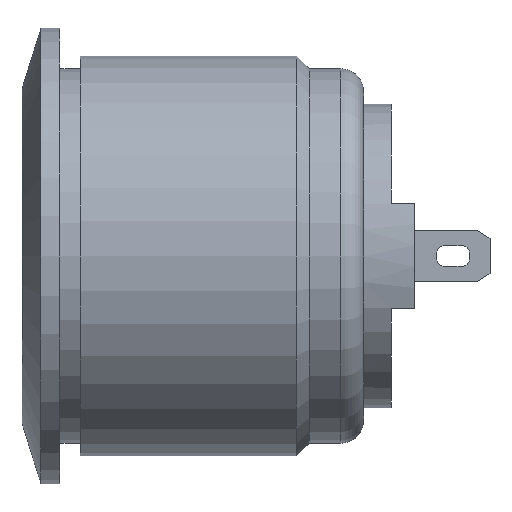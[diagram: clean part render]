
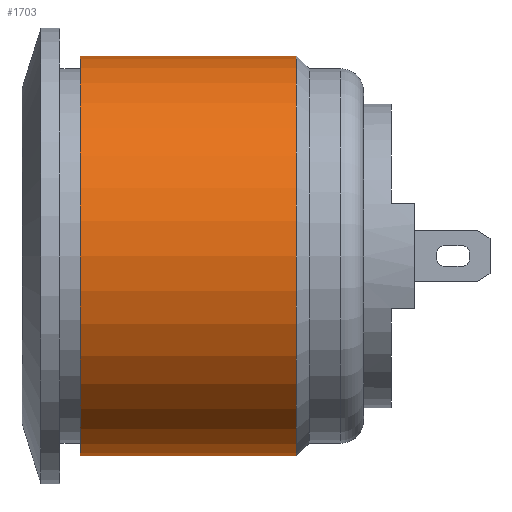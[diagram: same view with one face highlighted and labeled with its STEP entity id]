
A CAD part, left-side view. The second image highlights one B-rep face of the part: STEP entity #1703.
In plain terms, the highlighted cylindrical face has radius 7.9 mm (diameter 15.8 mm), a full revolution.
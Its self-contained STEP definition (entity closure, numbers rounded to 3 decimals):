
#1661=CARTESIAN_POINT('',(7.9,2.65,0.));
#1662=VERTEX_POINT('',#1661);
#1663=CARTESIAN_POINT('',(0.0,2.65,0.0));
#1664=DIRECTION('',(0.0,-1.0,0.0));
#1665=DIRECTION('',(-1.0,0.0,0.0));
#1666=AXIS2_PLACEMENT_3D('',#1663,#1664,#1665);
#1667=CIRCLE('',#1666,7.9);
#1668=EDGE_CURVE('',#1662,#1662,#1667,.T.);
#1684=CARTESIAN_POINT('',(0.0,11.627,0.0));
#1685=DIRECTION('',(0.0,-1.0,0.0));
#1686=DIRECTION('',(1.0,0.0,0.0));
#1687=AXIS2_PLACEMENT_3D('',#1684,#1685,#1686);
#1688=CYLINDRICAL_SURFACE('',#1687,7.9);
#1689=ORIENTED_EDGE('',*,*,#1668,.F.);
#1690=EDGE_LOOP('',(#1689));
#1691=FACE_OUTER_BOUND('',#1690,.T.);
#1692=CARTESIAN_POINT('',(7.9,11.2,0.));
#1693=VERTEX_POINT('',#1692);
#1694=CARTESIAN_POINT('',(0.0,11.2,0.0));
#1695=DIRECTION('',(0.0,-1.0,0.0));
#1696=DIRECTION('',(1.0,0.0,0.0));
#1697=AXIS2_PLACEMENT_3D('',#1694,#1695,#1696);
#1698=CIRCLE('',#1697,7.9);
#1699=EDGE_CURVE('',#1693,#1693,#1698,.T.);
#1700=ORIENTED_EDGE('',*,*,#1699,.T.);
#1701=EDGE_LOOP('',(#1700));
#1702=FACE_BOUND('',#1701,.T.);
#1703=ADVANCED_FACE('',(#1691,#1702),#1688,.T.);
